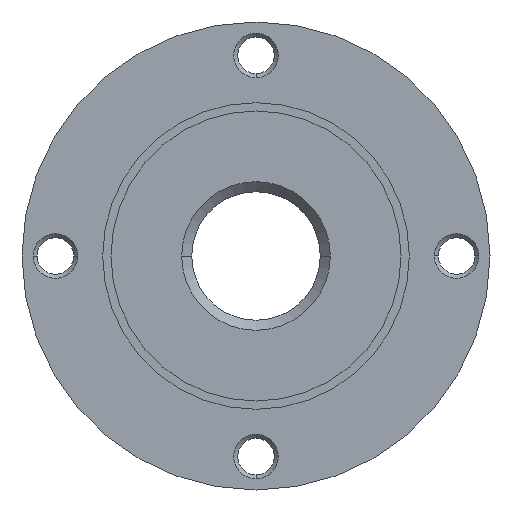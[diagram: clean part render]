
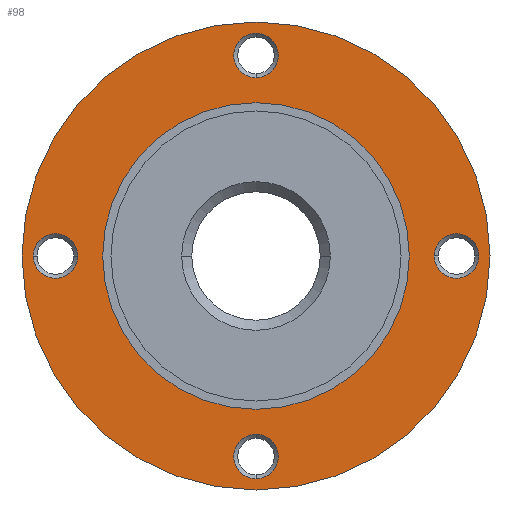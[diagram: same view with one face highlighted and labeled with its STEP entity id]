
A CAD part, front view. The second image highlights one B-rep face of the part: STEP entity #98.
In plain terms, the highlighted planar face has unit normal (0, -1, 0).
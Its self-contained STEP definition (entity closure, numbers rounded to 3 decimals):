
#98=ADVANCED_FACE('',(#190,#191,#192,#193,#194,#195),#196,.T.);
#190=FACE_BOUND('',#308,.T.);
#191=FACE_BOUND('',#309,.T.);
#192=FACE_BOUND('',#310,.T.);
#193=FACE_BOUND('',#311,.T.);
#194=FACE_OUTER_BOUND('',#312,.T.);
#195=FACE_BOUND('',#313,.T.);
#196=PLANE('',#314);
#308=EDGE_LOOP('',(#593,#594));
#309=EDGE_LOOP('',(#595,#596));
#310=EDGE_LOOP('',(#597,#598));
#311=EDGE_LOOP('',(#599,#600));
#312=EDGE_LOOP('',(#601,#602));
#313=EDGE_LOOP('',(#603,#604));
#314=AXIS2_PLACEMENT_3D('',#605,#606,#607);
#593=ORIENTED_EDGE('',*,*,#796,.T.);
#594=ORIENTED_EDGE('',*,*,#797,.T.);
#595=ORIENTED_EDGE('',*,*,#786,.T.);
#596=ORIENTED_EDGE('',*,*,#801,.T.);
#597=ORIENTED_EDGE('',*,*,#776,.T.);
#598=ORIENTED_EDGE('',*,*,#805,.T.);
#599=ORIENTED_EDGE('',*,*,#766,.T.);
#600=ORIENTED_EDGE('',*,*,#809,.T.);
#601=ORIENTED_EDGE('',*,*,#743,.F.);
#602=ORIENTED_EDGE('',*,*,#819,.F.);
#603=ORIENTED_EDGE('',*,*,#818,.T.);
#604=ORIENTED_EDGE('',*,*,#747,.T.);
#605=CARTESIAN_POINT('',(-26.07,0.,0.0));
#606=DIRECTION('',(0.,-1.0,0.0));
#607=DIRECTION('',(1.0,0.,-0.0));
#743=EDGE_CURVE('',#858,#861,#862,.T.);
#747=EDGE_CURVE('',#869,#866,#870,.T.);
#766=EDGE_CURVE('',#900,#902,#904,.T.);
#776=EDGE_CURVE('',#918,#920,#922,.T.);
#786=EDGE_CURVE('',#936,#938,#940,.T.);
#796=EDGE_CURVE('',#954,#956,#958,.T.);
#797=EDGE_CURVE('',#956,#954,#959,.T.);
#801=EDGE_CURVE('',#938,#936,#963,.T.);
#805=EDGE_CURVE('',#920,#918,#967,.T.);
#809=EDGE_CURVE('',#902,#900,#971,.T.);
#818=EDGE_CURVE('',#866,#869,#980,.T.);
#819=EDGE_CURVE('',#861,#858,#981,.T.);
#858=VERTEX_POINT('',#1044);
#861=VERTEX_POINT('',#1048);
#862=CIRCLE('',#1049,31.5);
#866=VERTEX_POINT('',#1054);
#869=VERTEX_POINT('',#1058);
#870=CIRCLE('',#1059,20.64);
#900=VERTEX_POINT('',#1098);
#902=VERTEX_POINT('',#1101);
#904=CIRCLE('',#1104,3.0);
#918=VERTEX_POINT('',#1122);
#920=VERTEX_POINT('',#1125);
#922=CIRCLE('',#1128,3.0);
#936=VERTEX_POINT('',#1146);
#938=VERTEX_POINT('',#1149);
#940=CIRCLE('',#1152,3.0);
#954=VERTEX_POINT('',#1170);
#956=VERTEX_POINT('',#1173);
#958=CIRCLE('',#1176,3.0);
#959=CIRCLE('',#1177,3.0);
#963=CIRCLE('',#1181,3.0);
#967=CIRCLE('',#1185,3.0);
#971=CIRCLE('',#1189,3.0);
#980=CIRCLE('',#1198,20.64);
#981=CIRCLE('',#1199,31.5);
#1044=CARTESIAN_POINT('',(-31.5,0.,0.0));
#1048=CARTESIAN_POINT('',(31.5,0.,0.));
#1049=AXIS2_PLACEMENT_3D('',#1281,#1282,#1283);
#1054=CARTESIAN_POINT('',(-20.64,0.,0.0));
#1058=CARTESIAN_POINT('',(20.64,0.,0.));
#1059=AXIS2_PLACEMENT_3D('',#1289,#1290,#1291);
#1098=CARTESIAN_POINT('',(-30.0,0.,0.0));
#1101=CARTESIAN_POINT('',(-24.0,0.,0.));
#1104=AXIS2_PLACEMENT_3D('',#1324,#1325,#1326);
#1122=CARTESIAN_POINT('',(0.,0.,30.0));
#1125=CARTESIAN_POINT('',(0.,0.,24.0));
#1128=AXIS2_PLACEMENT_3D('',#1342,#1343,#1344);
#1146=CARTESIAN_POINT('',(30.0,0.,0.));
#1149=CARTESIAN_POINT('',(24.0,0.,0.));
#1152=AXIS2_PLACEMENT_3D('',#1360,#1361,#1362);
#1170=CARTESIAN_POINT('',(0.,0.,-30.0));
#1173=CARTESIAN_POINT('',(0.,0.,-24.0));
#1176=AXIS2_PLACEMENT_3D('',#1378,#1379,#1380);
#1177=AXIS2_PLACEMENT_3D('',#1381,#1382,#1383);
#1181=AXIS2_PLACEMENT_3D('',#1393,#1394,#1395);
#1185=AXIS2_PLACEMENT_3D('',#1405,#1406,#1407);
#1189=AXIS2_PLACEMENT_3D('',#1417,#1418,#1419);
#1198=AXIS2_PLACEMENT_3D('',#1444,#1445,#1446);
#1199=AXIS2_PLACEMENT_3D('',#1447,#1448,#1449);
#1281=CARTESIAN_POINT('',(0.,0.,0.0));
#1282=DIRECTION('',(0.,1.0,0.0));
#1283=DIRECTION('',(-1.0,0.,0.0));
#1289=CARTESIAN_POINT('',(0.,0.,0.0));
#1290=DIRECTION('',(0.,1.0,0.0));
#1291=DIRECTION('',(-1.0,0.,0.0));
#1324=CARTESIAN_POINT('',(-27.0,0.,0.0));
#1325=DIRECTION('',(0.,1.0,0.0));
#1326=DIRECTION('',(-1.0,0.,0.0));
#1342=CARTESIAN_POINT('',(0.,0.,27.0));
#1343=DIRECTION('',(0.,1.0,0.0));
#1344=DIRECTION('',(0.,0.,1.0));
#1360=CARTESIAN_POINT('',(27.0,0.,0.));
#1361=DIRECTION('',(0.,1.0,0.0));
#1362=DIRECTION('',(1.0,0.,0.));
#1378=CARTESIAN_POINT('',(0.,0.,-27.0));
#1379=DIRECTION('',(0.,1.0,0.0));
#1380=DIRECTION('',(0.,0.,-1.0));
#1381=CARTESIAN_POINT('',(0.,0.,-27.0));
#1382=DIRECTION('',(0.,1.0,0.0));
#1383=DIRECTION('',(0.,0.,-1.0));
#1393=CARTESIAN_POINT('',(27.0,0.,0.));
#1394=DIRECTION('',(0.,1.0,0.0));
#1395=DIRECTION('',(1.0,0.,0.));
#1405=CARTESIAN_POINT('',(0.,0.,27.0));
#1406=DIRECTION('',(0.,1.0,0.0));
#1407=DIRECTION('',(0.,0.,1.0));
#1417=CARTESIAN_POINT('',(-27.0,0.,0.0));
#1418=DIRECTION('',(0.,1.0,0.0));
#1419=DIRECTION('',(-1.0,0.,0.0));
#1444=CARTESIAN_POINT('',(0.,0.,0.0));
#1445=DIRECTION('',(0.,1.0,0.0));
#1446=DIRECTION('',(-1.0,0.,0.0));
#1447=CARTESIAN_POINT('',(0.,0.,0.0));
#1448=DIRECTION('',(0.,1.0,0.0));
#1449=DIRECTION('',(-1.0,0.,0.0));
